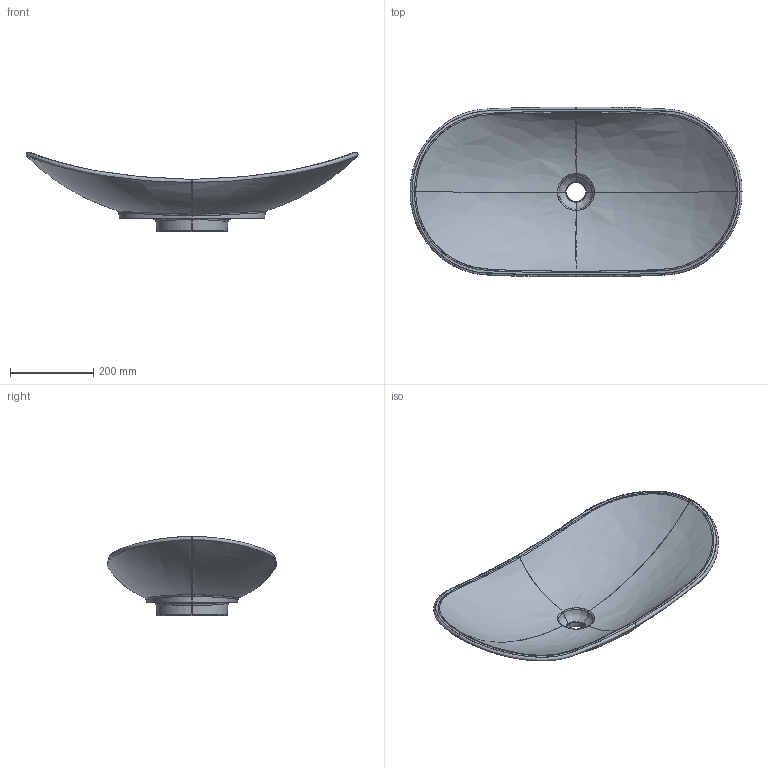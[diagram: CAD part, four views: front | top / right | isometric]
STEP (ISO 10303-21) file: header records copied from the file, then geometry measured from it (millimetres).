
FILE_DESCRIPTION(/* description */ (''),/* implementation_level */ '2;1');
FILE_NAME(/* name */ '4110_80__Nature_light_AWT_80_Sollprodukt.stp',/* time_stamp */ '2013-01-28T12:38:13+01:00',/* author */ (''),/* organization */ (''),/* preprocessor_version */ 'ST-DEVELOPER v11',/* originating_system */ 'SIEMENS PLM Software NX 7.5',/* authorisation */ '');
FILE_SCHEMA (('AUTOMOTIVE_DESIGN { 1 0 10303 214 1 1 1 1 }'));
Products named in the file (1): brau1DB0c2u0
Bounding box: 799.27 x 408.76 x 190.2 mm (x, y, z)
Surface area: 709753.6 mm2 (no closed solid volume)
Topology: 0 solids, 88 shells, 88 faces, 440 edges, 440 vertices
Faces by surface type: bspline 72, plane 12, cylinder 4
Entity records: 71137 total; most frequent: CARTESIAN_POINT 68195, ORIENTED_EDGE 440, VERTEX_POINT 440, EDGE_CURVE 440, B_SPLINE_CURVE_WITH_KNOTS 284, DIRECTION 94, STYLED_ITEM 88, PRESENTATION_STYLE_ASSIGNMENT 88
